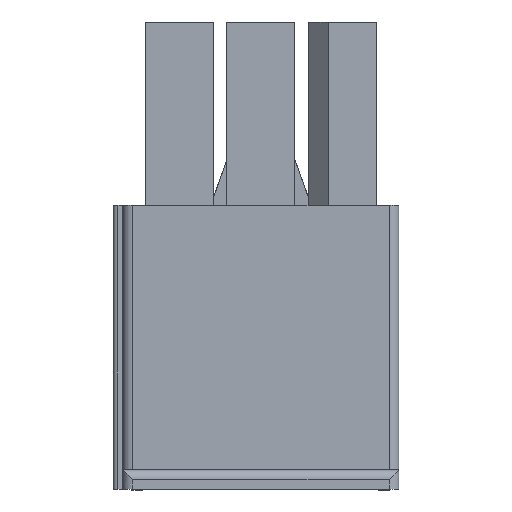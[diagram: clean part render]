
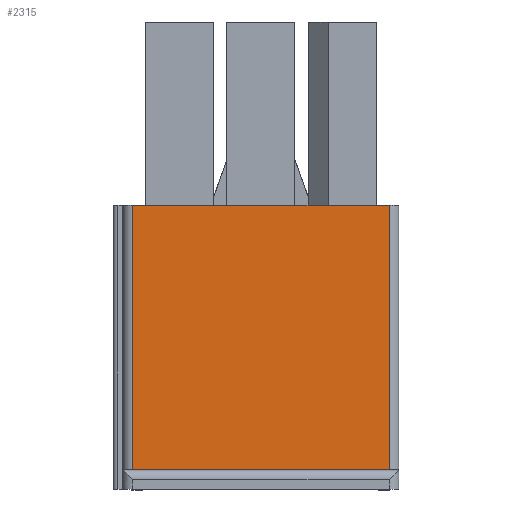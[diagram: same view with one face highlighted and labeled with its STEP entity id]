
A CAD part, front view. The second image highlights one B-rep face of the part: STEP entity #2315.
In plain terms, the highlighted planar face has unit normal (0, -1, 0).
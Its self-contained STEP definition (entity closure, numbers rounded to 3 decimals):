
#1948=CARTESIAN_POINT('',(6.5,-4.9,-9.3));
#1949=VERTEX_POINT('',#1948);
#1957=CARTESIAN_POINT('',(6.5,-4.9,-22.7));
#1958=VERTEX_POINT('',#1957);
#1959=CARTESIAN_POINT('',(6.5,-4.9,-9.3));
#1960=DIRECTION('',(0.,0.,-1.));
#1961=VECTOR('',#1960,13.4);
#1962=LINE('',#1959,#1961);
#1963=EDGE_CURVE('',#1949,#1958,#1962,.T.);
#1983=CARTESIAN_POINT('',(-6.5,-4.9,-22.7));
#1984=VERTEX_POINT('',#1983);
#1985=CARTESIAN_POINT('',(6.5,-4.9,-22.7));
#1986=DIRECTION('',(-1.,0.,0.));
#1987=VECTOR('',#1986,13.);
#1988=LINE('',#1985,#1987);
#1989=EDGE_CURVE('',#1958,#1984,#1988,.T.);
#2047=CARTESIAN_POINT('',(-6.5,-4.9,-9.3));
#2048=VERTEX_POINT('',#2047);
#2049=CARTESIAN_POINT('',(-6.5,-4.9,-22.7));
#2050=DIRECTION('',(0.,0.,1.));
#2051=VECTOR('',#2050,13.4);
#2052=LINE('',#2049,#2051);
#2053=EDGE_CURVE('',#1984,#2048,#2052,.T.);
#2164=CARTESIAN_POINT('',(-6.5,-4.9,-9.3));
#2165=DIRECTION('',(1.,0.,0.));
#2166=VECTOR('',#2165,13.);
#2167=LINE('',#2164,#2166);
#2168=EDGE_CURVE('',#2048,#1949,#2167,.T.);
#2304=CARTESIAN_POINT('',(-7.,-4.9,-9.3));
#2305=DIRECTION('',(0.,0.,-1.));
#2306=DIRECTION('',(0.,-1.,0.));
#2307=AXIS2_PLACEMENT_3D('',#2304,#2306,#2305);
#2308=PLANE('',#2307);
#2309=ORIENTED_EDGE('',*,*,#2168,.F.);
#2310=ORIENTED_EDGE('',*,*,#2053,.F.);
#2311=ORIENTED_EDGE('',*,*,#1989,.F.);
#2312=ORIENTED_EDGE('',*,*,#1963,.F.);
#2313=EDGE_LOOP('',(#2309,#2310,#2311,#2312));
#2314=FACE_OUTER_BOUND('',#2313,.T.);
#2315=ADVANCED_FACE('',(#2314),#2308,.T.);
